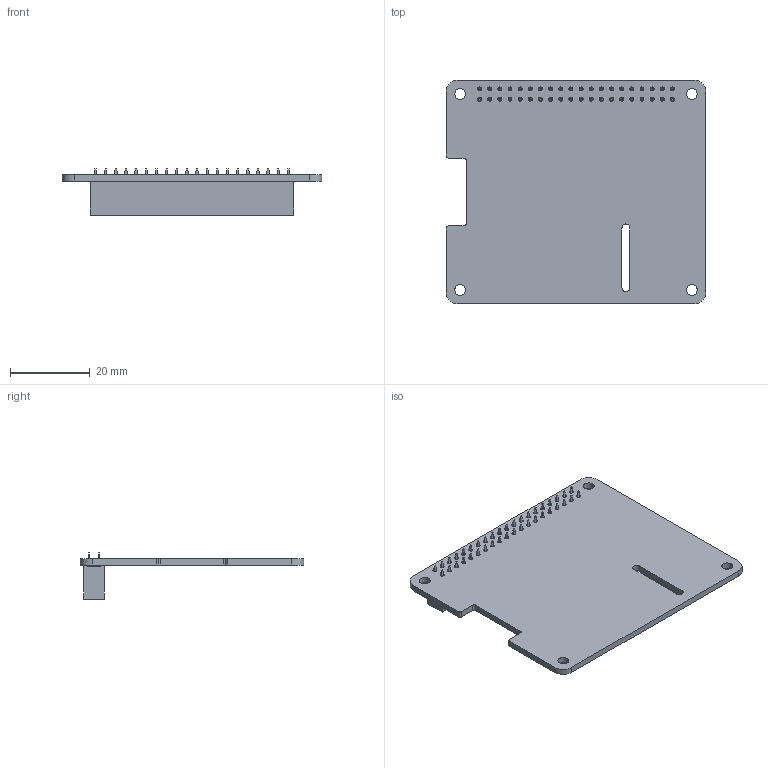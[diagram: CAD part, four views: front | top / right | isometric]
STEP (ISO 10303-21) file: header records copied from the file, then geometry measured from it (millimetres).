
FILE_DESCRIPTION(('KiCad electronic assembly'),'2;1');
FILE_NAME('CAN_Shield.step','2025-09-01T20:28:25',('Pcbnew'),('Kicad'), 'Open CASCADE STEP processor 7.8','KiCad to STEP converter','Unknown' );
FILE_SCHEMA(('AUTOMOTIVE_DESIGN { 1 0 10303 214 1 1 1 1 }'));
Length unit declared in the file: millimetre
Products named in the file (4): CAN_Shield 1; PinSocket_2x20_P2.54mm_Vertical; CAN_Shield_PCB
Assembly tree (3 placements, depth 3):
  CAN_Shield 1
    PinSocket_2x20_P2.54mm_Vertical
      PinSocket_2x20_P2.54mm_Vertical
    CAN_Shield_PCB
Bounding box: 65 x 56 x 11.6 mm (x, y, z)
Volume: 7601.3 mm3; surface area: 10092 mm2
Topology: 2 solids, 2 shells, 1116 faces, 2936 edges, 1904 vertices
Faces by surface type: plane 1062, cylinder 54
Full cylindrical faces by diameter (mm): 1 x40, 2.7 x4
Entity records: 41172 total; most frequent: CARTESIAN_POINT 5960, ORIENTED_EDGE 5872, DIRECTION 5284, EDGE_CURVE 2936, LINE 2828, VECTOR 2828, VERTEX_POINT 1904, FACE_BOUND 1286
